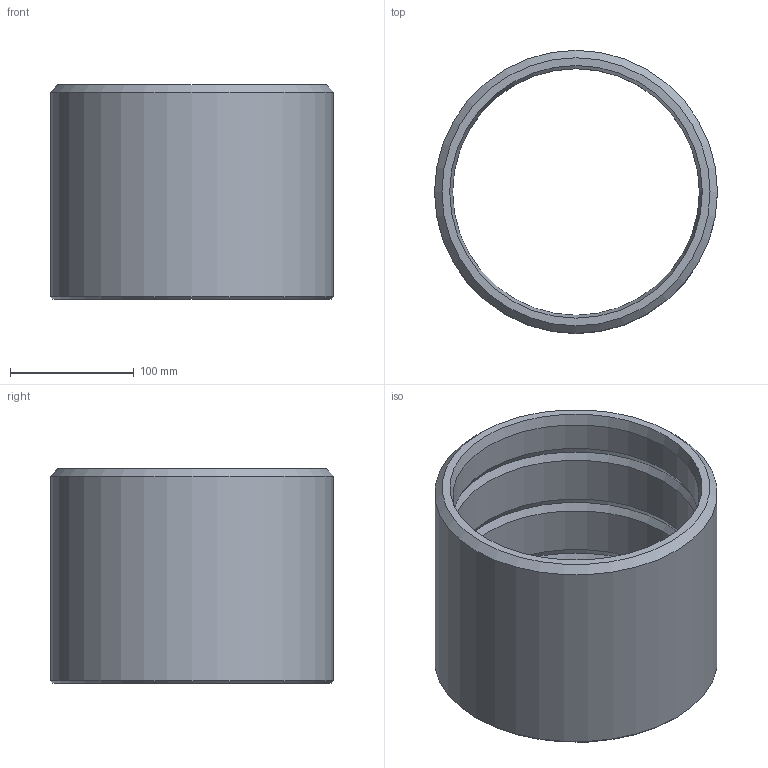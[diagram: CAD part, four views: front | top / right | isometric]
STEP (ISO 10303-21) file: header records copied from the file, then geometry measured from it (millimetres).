
FILE_DESCRIPTION(/* description */ ('Alibre Inc.'),/* implementation_level */ '2;1');
FILE_NAME(/* name */ 'export-56445B56-73D6-42B2-8EDE-9B6EAC9A4F79',/* time_stamp */ '2025-04-05T22:03:19+08:00',/* author */ (''),/* organization */ (''),/* preprocessor_version */ 'ST-DEVELOPER v17',/* originating_system */ 'Alibre',/* authorisation */ '');
FILE_SCHEMA (('CONFIG_CONTROL_DESIGN'));
Length unit declared in the file: centimetre
Bounding box: 228.5 x 228.5 x 173 mm (x, y, z)
Volume: 1583316.4 mm3; surface area: 251178.6 mm2
Topology: 1 solids, 1 shells, 19 faces, 35 edges, 19 vertices
Faces by surface type: cone 10, cylinder 6, plane 3
Full cylindrical faces by diameter (mm): 199.23 x4, 215.23 x1, 228.5 x1
Entity records: 470 total; most frequent: DIRECTION 73, CARTESIAN_POINT 57, ORIENTED_EDGE 38, EDGE_LOOP 38, FACE_BOUND 38, AXIS2_PLACEMENT_3D 38, VERTEX_POINT 19, CIRCLE 19
